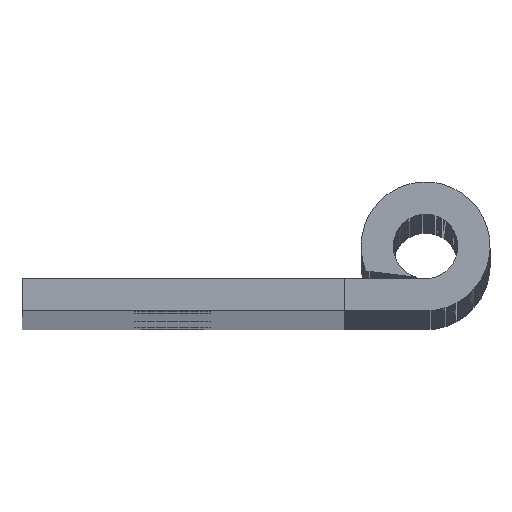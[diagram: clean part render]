
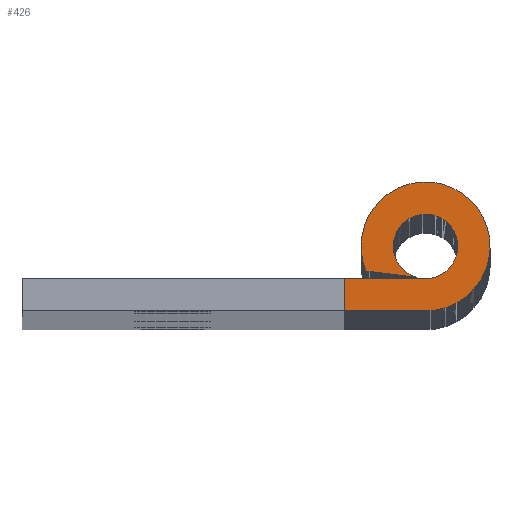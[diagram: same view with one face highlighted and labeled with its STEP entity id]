
A CAD part, top view. The second image highlights one B-rep face of the part: STEP entity #426.
In plain terms, the highlighted planar face has unit normal (0, 0, 1).
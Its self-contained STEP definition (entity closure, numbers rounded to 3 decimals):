
#345=CARTESIAN_POINT('',(17.472,-23.224,247.));
#346=VERTEX_POINT('',#345);
#361=CARTESIAN_POINT('',(17.472,-24.724,247.));
#362=VERTEX_POINT('',#361);
#369=CARTESIAN_POINT('',(17.472,-24.724,247.));
#370=DIRECTION('',(0.0,1.0,0.0));
#371=VECTOR('',#370,1.5);
#372=LINE('',#369,#371);
#373=EDGE_CURVE('',#362,#346,#372,.T.);
#378=CARTESIAN_POINT('',(17.472,-24.724,247.));
#379=DIRECTION('',(0.0,0.0,-1.0));
#380=DIRECTION('',(-1.0,0.0,0.0));
#381=AXIS2_PLACEMENT_3D('',#378,#379,#380);
#382=PLANE('',#381);
#383=CARTESIAN_POINT('',(21.244,-23.224,247.));
#384=VERTEX_POINT('',#383);
#385=CARTESIAN_POINT('',(17.472,-23.224,247.));
#386=DIRECTION('',(1.0,0.0,0.0));
#387=VECTOR('',#386,3.772);
#388=LINE('',#385,#387);
#389=EDGE_CURVE('',#346,#384,#388,.T.);
#390=ORIENTED_EDGE('',*,*,#389,.F.);
#391=ORIENTED_EDGE('',*,*,#373,.F.);
#392=CARTESIAN_POINT('',(21.244,-24.724,247.));
#393=VERTEX_POINT('',#392);
#394=CARTESIAN_POINT('',(21.244,-24.724,247.));
#395=DIRECTION('',(-1.0,0.0,0.0));
#396=VECTOR('',#395,3.772);
#397=LINE('',#394,#396);
#398=EDGE_CURVE('',#393,#362,#397,.T.);
#399=ORIENTED_EDGE('',*,*,#398,.F.);
#400=CARTESIAN_POINT('',(18.472,-22.872,247.));
#401=VERTEX_POINT('',#400);
#402=CARTESIAN_POINT('',(21.244,-21.724,247.));
#403=DIRECTION('',(0.0,0.0,-1.0));
#404=DIRECTION('',(0.0,-1.0,0.0));
#405=AXIS2_PLACEMENT_3D('',#402,#403,#404);
#406=CIRCLE('',#405,3.);
#407=EDGE_CURVE('',#401,#393,#406,.T.);
#408=ORIENTED_EDGE('',*,*,#407,.F.);
#409=CARTESIAN_POINT('',(20.819,-23.163,247.));
#410=VERTEX_POINT('',#409);
#411=CARTESIAN_POINT('',(20.819,-23.163,247.));
#412=DIRECTION('',(-0.992,0.123,0.0));
#413=VECTOR('',#412,2.365);
#414=LINE('',#411,#413);
#415=EDGE_CURVE('',#410,#401,#414,.T.);
#416=ORIENTED_EDGE('',*,*,#415,.F.);
#417=CARTESIAN_POINT('',(21.244,-21.724,247.));
#418=DIRECTION('',(0.0,0.0,1.0));
#419=DIRECTION('',(0.0,1.0,0.0));
#420=AXIS2_PLACEMENT_3D('',#417,#418,#419);
#421=CIRCLE('',#420,1.5);
#422=EDGE_CURVE('',#384,#410,#421,.T.);
#423=ORIENTED_EDGE('',*,*,#422,.F.);
#424=EDGE_LOOP('',(#390,#391,#399,#408,#416,#423));
#425=FACE_OUTER_BOUND('',#424,.T.);
#426=ADVANCED_FACE('',(#425),#382,.F.);
